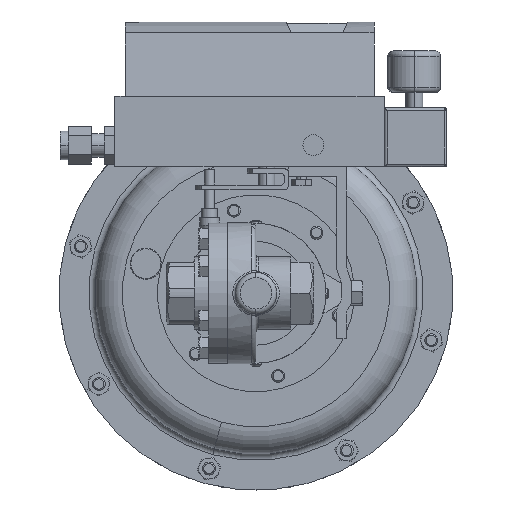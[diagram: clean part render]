
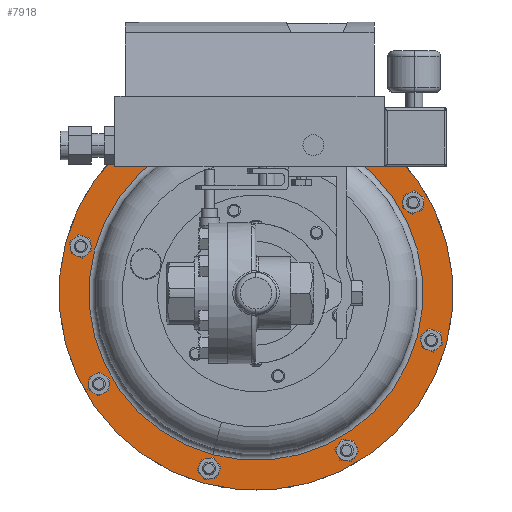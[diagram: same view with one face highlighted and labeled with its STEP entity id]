
A CAD part, front view. The second image highlights one B-rep face of the part: STEP entity #7918.
In plain terms, the highlighted planar face has unit normal (0, -1, 0).
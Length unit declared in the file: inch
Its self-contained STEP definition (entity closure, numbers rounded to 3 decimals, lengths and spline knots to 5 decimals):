
#199 = CARTESIAN_POINT ( 'NONE',  ( -3.82897, 10.98779, 1.22939 ) ) ;
#1941 = CIRCLE ( 'NONE', #14954, 4.75 ) ;
#2073 = AXIS2_PLACEMENT_3D ( 'NONE', #9907, #26219, #12210 ) ;
#2078 = CIRCLE ( 'NONE', #13128, 4.75 ) ;
#2628 = DIRECTION ( 'NONE',  ( 0., -1., 0. ) ) ;
#4093 = AXIS2_PLACEMENT_3D ( 'NONE', #22853, #8949, #25278 ) ;
#4891 = ORIENTED_EDGE ( 'NONE', *, *, #22986, .F. ) ;
#4935 = PLANE ( 'NONE',  #17786 ) ;
#5025 = ORIENTED_EDGE ( 'NONE', *, *, #6905, .T. ) ;
#5155 = CARTESIAN_POINT ( 'NONE',  ( 1.98856, 10.98779, 4.58815 ) ) ;
#5234 = CARTESIAN_POINT ( 'NONE',  ( 0.75917, 10.98779, 0. ) ) ;
#5671 = VERTEX_POINT ( 'NONE', #10868 ) ;
#5723 = ORIENTED_EDGE ( 'NONE', *, *, #16359, .T. ) ;
#6905 = EDGE_CURVE ( 'NONE', #14950, #5671, #27178, .T. ) ;
#7394 = VERTEX_POINT ( 'NONE', #23322 ) ;
#7693 = DIRECTION ( 'NONE',  ( -0.259, 0., -0.966 ) ) ;
#7918 = ADVANCED_FACE ( 'NONE', ( #22129, #17798 ), #4935, .T. ) ;
#8949 = DIRECTION ( 'NONE',  ( 0., 1., 0. ) ) ;
#9406 = ORIENTED_EDGE ( 'NONE', *, *, #26372, .F. ) ;
#9907 = CARTESIAN_POINT ( 'NONE',  ( 0.75917, 10.98779, 0. ) ) ;
#10759 = CARTESIAN_POINT ( 'NONE',  ( 0.75917, 10.98779, 0. ) ) ;
#10868 = CARTESIAN_POINT ( 'NONE',  ( -0.28361, 10.98779, -3.89172 ) ) ;
#11332 = CIRCLE ( 'NONE', #4093, 4.029 ) ;
#12210 = DIRECTION ( 'NONE',  ( -0.259, 0., -0.966 ) ) ;
#12823 = VERTEX_POINT ( 'NONE', #5155 ) ;
#13090 = DIRECTION ( 'NONE',  ( -0.259, 0., -0.966 ) ) ;
#13128 = AXIS2_PLACEMENT_3D ( 'NONE', #5234, #21691, #7693 ) ;
#14950 = VERTEX_POINT ( 'NONE', #21981 ) ;
#14954 = AXIS2_PLACEMENT_3D ( 'NONE', #10759, #27141, #13090 ) ;
#16359 = EDGE_CURVE ( 'NONE', #5671, #14950, #11332, .T. ) ;
#17303 = EDGE_LOOP ( 'NONE', ( #4891, #9406 ) ) ;
#17786 = AXIS2_PLACEMENT_3D ( 'NONE', #199, #2628, #19199 ) ;
#17798 = FACE_OUTER_BOUND ( 'NONE', #17303, .T. ) ;
#19199 = DIRECTION ( 'NONE',  ( 0.259, 0., 0.966 ) ) ;
#21691 = DIRECTION ( 'NONE',  ( 0., 1., 0. ) ) ;
#21981 = CARTESIAN_POINT ( 'NONE',  ( 1.80195, 10.98779, 3.89172 ) ) ;
#22129 = FACE_BOUND ( 'NONE', #28130, .T. ) ;
#22853 = CARTESIAN_POINT ( 'NONE',  ( 0.75917, 10.98779, 0. ) ) ;
#22986 = EDGE_CURVE ( 'NONE', #7394, #12823, #2078, .T. ) ;
#23322 = CARTESIAN_POINT ( 'NONE',  ( -0.47022, 10.98779, -4.58815 ) ) ;
#25278 = DIRECTION ( 'NONE',  ( -0.259, 0., -0.966 ) ) ;
#26219 = DIRECTION ( 'NONE',  ( 0., 1., 0. ) ) ;
#26372 = EDGE_CURVE ( 'NONE', #12823, #7394, #1941, .T. ) ;
#27141 = DIRECTION ( 'NONE',  ( 0., 1., 0. ) ) ;
#27178 = CIRCLE ( 'NONE', #2073, 4.029 ) ;
#28130 = EDGE_LOOP ( 'NONE', ( #5723, #5025 ) ) ;
